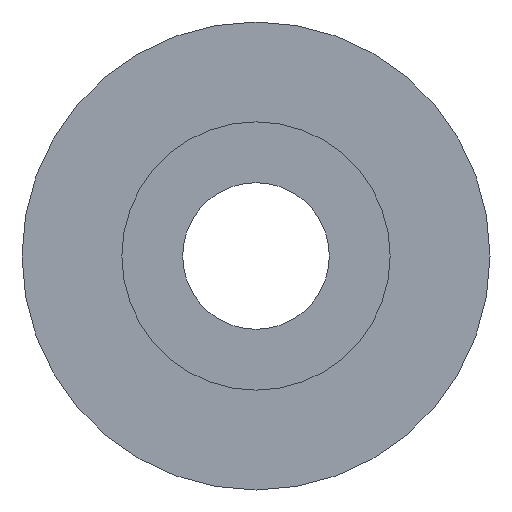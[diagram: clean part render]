
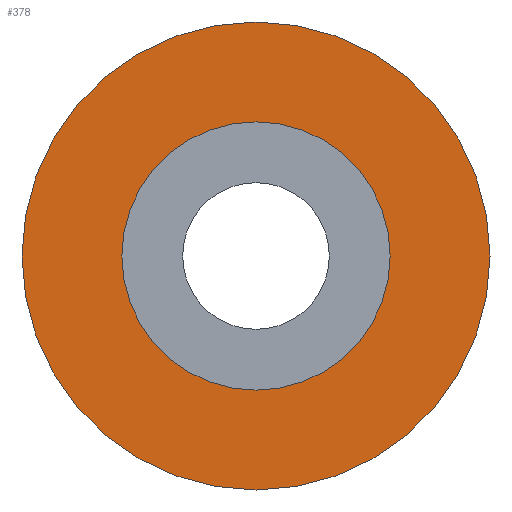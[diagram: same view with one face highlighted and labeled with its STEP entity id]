
A CAD part, front view. The second image highlights one B-rep face of the part: STEP entity #378.
In plain terms, the highlighted planar face has unit normal (0, -1, 0).
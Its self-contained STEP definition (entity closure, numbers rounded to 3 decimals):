
#6 = AXIS2_PLACEMENT_3D ( 'NONE', #313, #185, #519 ) ;
#27 = VERTEX_POINT ( 'NONE', #80 ) ;
#43 = AXIS2_PLACEMENT_3D ( 'NONE', #280, #538, #44 ) ;
#44 = DIRECTION ( 'NONE',  ( 0., 0., -1. ) ) ;
#58 = AXIS2_PLACEMENT_3D ( 'NONE', #514, #462, #93 ) ;
#71 = ORIENTED_EDGE ( 'NONE', *, *, #497, .F. ) ;
#76 = ORIENTED_EDGE ( 'NONE', *, *, #328, .T. ) ;
#79 = CARTESIAN_POINT ( 'NONE',  ( 0., 0., 0. ) ) ;
#80 = CARTESIAN_POINT ( 'NONE',  ( 0., 0., -15. ) ) ;
#93 = DIRECTION ( 'NONE',  ( 0., 0., -1. ) ) ;
#121 = CIRCLE ( 'NONE', #202, 8.6 ) ;
#133 = EDGE_CURVE ( 'NONE', #308, #409, #204, .T. ) ;
#137 = ORIENTED_EDGE ( 'NONE', *, *, #133, .F. ) ;
#181 = DIRECTION ( 'NONE',  ( 0., 0., -1. ) ) ;
#185 = DIRECTION ( 'NONE',  ( 0., 1., 0. ) ) ;
#199 = CARTESIAN_POINT ( 'NONE',  ( 0., 0., -8.6 ) ) ;
#200 = CIRCLE ( 'NONE', #320, 15. ) ;
#202 = AXIS2_PLACEMENT_3D ( 'NONE', #278, #210, #181 ) ;
#204 = CIRCLE ( 'NONE', #43, 8.6 ) ;
#205 = EDGE_LOOP ( 'NONE', ( #71, #137 ) ) ;
#210 = DIRECTION ( 'NONE',  ( 0., -1., 0. ) ) ;
#233 = FACE_OUTER_BOUND ( 'NONE', #450, .T. ) ;
#276 = CARTESIAN_POINT ( 'NONE',  ( 0., 0., 8.6 ) ) ;
#278 = CARTESIAN_POINT ( 'NONE',  ( 0., 0., 0. ) ) ;
#280 = CARTESIAN_POINT ( 'NONE',  ( 0., 0., 0. ) ) ;
#308 = VERTEX_POINT ( 'NONE', #276 ) ;
#313 = CARTESIAN_POINT ( 'NONE',  ( -15., 0., 0. ) ) ;
#320 = AXIS2_PLACEMENT_3D ( 'NONE', #79, #469, #325 ) ;
#325 = DIRECTION ( 'NONE',  ( 0., 0., -1. ) ) ;
#328 = EDGE_CURVE ( 'NONE', #27, #490, #459, .T. ) ;
#338 = EDGE_CURVE ( 'NONE', #490, #27, #200, .T. ) ;
#378 = ADVANCED_FACE ( 'NONE', ( #491, #233 ), #546, .F. ) ;
#409 = VERTEX_POINT ( 'NONE', #199 ) ;
#417 = ORIENTED_EDGE ( 'NONE', *, *, #338, .T. ) ;
#450 = EDGE_LOOP ( 'NONE', ( #76, #417 ) ) ;
#459 = CIRCLE ( 'NONE', #58, 15. ) ;
#462 = DIRECTION ( 'NONE',  ( 0., -1., 0. ) ) ;
#469 = DIRECTION ( 'NONE',  ( 0., -1., 0. ) ) ;
#490 = VERTEX_POINT ( 'NONE', #530 ) ;
#491 = FACE_BOUND ( 'NONE', #205, .T. ) ;
#497 = EDGE_CURVE ( 'NONE', #409, #308, #121, .T. ) ;
#514 = CARTESIAN_POINT ( 'NONE',  ( 0., 0., 0. ) ) ;
#519 = DIRECTION ( 'NONE',  ( 0., 0., 1. ) ) ;
#530 = CARTESIAN_POINT ( 'NONE',  ( 0., 0., 15. ) ) ;
#538 = DIRECTION ( 'NONE',  ( 0., -1., 0. ) ) ;
#546 = PLANE ( 'NONE',  #6 ) ;
